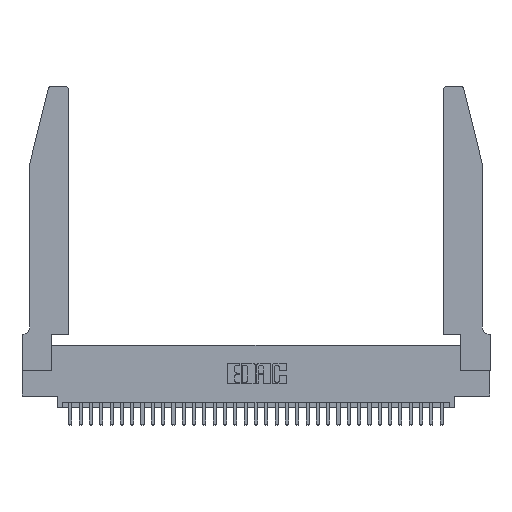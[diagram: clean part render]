
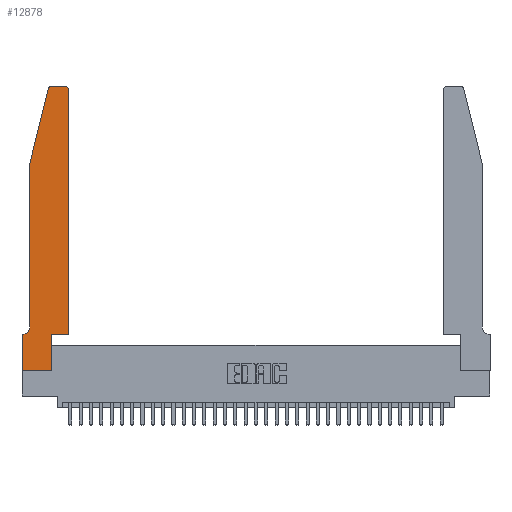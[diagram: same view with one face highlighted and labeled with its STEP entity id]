
A CAD part, top view. The second image highlights one B-rep face of the part: STEP entity #12878.
In plain terms, the highlighted planar face has unit normal (0, 0, 1).
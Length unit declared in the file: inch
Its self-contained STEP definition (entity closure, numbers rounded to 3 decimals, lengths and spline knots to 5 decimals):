
#519 = DIRECTION ( 'NONE',  ( 1., 0., 0. ) ) ;
#549 = VERTEX_POINT ( 'NONE', #5994 ) ;
#1399 = ORIENTED_EDGE ( 'NONE', *, *, #34164, .T. ) ;
#1591 = VECTOR ( 'NONE', #19783, 39.37008 ) ;
#1622 = DIRECTION ( 'NONE',  ( 0., -1., 0. ) ) ;
#1915 = DIRECTION ( 'NONE',  ( 1., 0., 0. ) ) ;
#2450 = CARTESIAN_POINT ( 'NONE',  ( 0.4205, 2.72, 0.37 ) ) ;
#2560 = CARTESIAN_POINT ( 'NONE',  ( 0.2865, 0.35, 0.37 ) ) ;
#2609 = VERTEX_POINT ( 'NONE', #6900 ) ;
#2993 = DIRECTION ( 'NONE',  ( 1., 0., 0. ) ) ;
#3012 = VERTEX_POINT ( 'NONE', #21730 ) ;
#3714 = DIRECTION ( 'NONE',  ( 0., 1., 0. ) ) ;
#3913 = VECTOR ( 'NONE', #10889, 39.37008 ) ;
#3959 = CARTESIAN_POINT ( 'NONE',  ( 0.4505, 0.35, 0.37 ) ) ;
#4015 = CARTESIAN_POINT ( 'NONE',  ( 0.0055, 0.42, 0.37 ) ) ;
#4355 = VECTOR ( 'NONE', #3714, 39.37008 ) ;
#4711 = CARTESIAN_POINT ( 'NONE',  ( 0., 0.35, 0.37 ) ) ;
#5155 = DIRECTION ( 'NONE',  ( 1., 0., 0. ) ) ;
#5283 = CARTESIAN_POINT ( 'NONE',  ( 0.2865, 0., 0.37 ) ) ;
#5979 = CARTESIAN_POINT ( 'NONE',  ( 0.2865, 0.35, 0.37 ) ) ;
#5985 = CIRCLE ( 'NONE', #6928, 0.03 ) ;
#5994 = CARTESIAN_POINT ( 'NONE',  ( 0.4505, 0.35, 0.37 ) ) ;
#6099 = CARTESIAN_POINT ( 'NONE',  ( 0., 0., 0.37 ) ) ;
#6178 = CIRCLE ( 'NONE', #13889, 0.03 ) ;
#6325 = EDGE_CURVE ( 'NONE', #2609, #27630, #8294, .T. ) ;
#6652 = LINE ( 'NONE', #22881, #1591 ) ;
#6900 = CARTESIAN_POINT ( 'NONE',  ( 0.0755, 0.42, 0.37 ) ) ;
#6928 = AXIS2_PLACEMENT_3D ( 'NONE', #18358, #13608, #2993 ) ;
#7303 = VERTEX_POINT ( 'NONE', #9048 ) ;
#7455 = AXIS2_PLACEMENT_3D ( 'NONE', #4015, #30549, #30921 ) ;
#7510 = VERTEX_POINT ( 'NONE', #21728 ) ;
#8105 = VERTEX_POINT ( 'NONE', #5979 ) ;
#8294 = CIRCLE ( 'NONE', #7455, 0.07 ) ;
#8665 = VECTOR ( 'NONE', #10541, 39.37008 ) ;
#9048 = CARTESIAN_POINT ( 'NONE',  ( 0.4205, 2.75, 0.37 ) ) ;
#9073 = AXIS2_PLACEMENT_3D ( 'NONE', #4711, #26085, #1915 ) ;
#9423 = PLANE ( 'NONE',  #9073 ) ;
#10121 = ORIENTED_EDGE ( 'NONE', *, *, #11171, .T. ) ;
#10214 = CARTESIAN_POINT ( 'NONE',  ( 0.4505, 2.72, 0.37 ) ) ;
#10319 = DIRECTION ( 'NONE',  ( 0., 0., 1. ) ) ;
#10541 = DIRECTION ( 'NONE',  ( 0., 1., 0. ) ) ;
#10889 = DIRECTION ( 'NONE',  ( -1., 0., 0. ) ) ;
#11026 = LINE ( 'NONE', #23967, #3913 ) ;
#11171 = EDGE_CURVE ( 'NONE', #27630, #26297, #27631, .T. ) ;
#11348 = EDGE_CURVE ( 'NONE', #3012, #2609, #6652, .T. ) ;
#11425 = ORIENTED_EDGE ( 'NONE', *, *, #31077, .T. ) ;
#11939 = VERTEX_POINT ( 'NONE', #13996 ) ;
#12310 = CARTESIAN_POINT ( 'NONE',  ( 0.284, 2.75, 0.37 ) ) ;
#12878 = ADVANCED_FACE ( 'NONE', ( #33385 ), #9423, .T. ) ;
#13302 = VECTOR ( 'NONE', #1622, 39.37008 ) ;
#13608 = DIRECTION ( 'NONE',  ( 0., 0., 1. ) ) ;
#13889 = AXIS2_PLACEMENT_3D ( 'NONE', #2450, #10319, #5155 ) ;
#13996 = CARTESIAN_POINT ( 'NONE',  ( 0.25487, 2.72718, 0.37 ) ) ;
#14202 = EDGE_CURVE ( 'NONE', #18084, #11939, #5985, .T. ) ;
#15221 = LINE ( 'NONE', #3959, #4355 ) ;
#15224 = ORIENTED_EDGE ( 'NONE', *, *, #16699, .T. ) ;
#16545 = CARTESIAN_POINT ( 'NONE',  ( 0.4505, 0.35, 0.37 ) ) ;
#16699 = EDGE_CURVE ( 'NONE', #7510, #21799, #29311, .T. ) ;
#17017 = EDGE_CURVE ( 'NONE', #8105, #549, #31839, .T. ) ;
#17353 = DIRECTION ( 'NONE',  ( -1., 0., 0. ) ) ;
#17793 = CARTESIAN_POINT ( 'NONE',  ( 0., 0., 0.37 ) ) ;
#18084 = VERTEX_POINT ( 'NONE', #12310 ) ;
#18237 = ORIENTED_EDGE ( 'NONE', *, *, #17017, .T. ) ;
#18358 = CARTESIAN_POINT ( 'NONE',  ( 0.284, 2.72, 0.37 ) ) ;
#19349 = VECTOR ( 'NONE', #32505, 39.37008 ) ;
#19783 = DIRECTION ( 'NONE',  ( 0., -1., 0. ) ) ;
#19873 = EDGE_LOOP ( 'NONE', ( #27945, #27589, #25459, #20231, #20259, #10121, #25618, #15224, #1399, #18237, #11425, #34436 ) ) ;
#20231 = ORIENTED_EDGE ( 'NONE', *, *, #11348, .T. ) ;
#20259 = ORIENTED_EDGE ( 'NONE', *, *, #6325, .T. ) ;
#20499 = VECTOR ( 'NONE', #17353, 39.37008 ) ;
#20529 = CARTESIAN_POINT ( 'NONE',  ( 0.0755, 0.35, 0.37 ) ) ;
#20725 = EDGE_CURVE ( 'NONE', #26297, #7510, #23429, .T. ) ;
#21728 = CARTESIAN_POINT ( 'NONE',  ( 0., 0., 0.37 ) ) ;
#21730 = CARTESIAN_POINT ( 'NONE',  ( 0.0755, 2., 0.37 ) ) ;
#21799 = VERTEX_POINT ( 'NONE', #5283 ) ;
#22546 = VECTOR ( 'NONE', #30263, 39.37008 ) ;
#22881 = CARTESIAN_POINT ( 'NONE',  ( 0.0755, 2., 0.37 ) ) ;
#23278 = VERTEX_POINT ( 'NONE', #10214 ) ;
#23429 = LINE ( 'NONE', #17793, #13302 ) ;
#23825 = LINE ( 'NONE', #2560, #8665 ) ;
#23967 = CARTESIAN_POINT ( 'NONE',  ( 0.2605, 2.75, 0.37 ) ) ;
#24188 = EDGE_CURVE ( 'NONE', #11939, #3012, #34510, .T. ) ;
#24346 = CARTESIAN_POINT ( 'NONE',  ( 0.0755, 2., 0.37 ) ) ;
#24657 = VECTOR ( 'NONE', #519, 39.37008 ) ;
#25459 = ORIENTED_EDGE ( 'NONE', *, *, #24188, .T. ) ;
#25618 = ORIENTED_EDGE ( 'NONE', *, *, #20725, .T. ) ;
#26085 = DIRECTION ( 'NONE',  ( 0., 0., 1. ) ) ;
#26297 = VERTEX_POINT ( 'NONE', #33429 ) ;
#27589 = ORIENTED_EDGE ( 'NONE', *, *, #14202, .T. ) ;
#27630 = VERTEX_POINT ( 'NONE', #33704 ) ;
#27631 = LINE ( 'NONE', #20529, #20499 ) ;
#27945 = ORIENTED_EDGE ( 'NONE', *, *, #30794, .T. ) ;
#29311 = LINE ( 'NONE', #6099, #22546 ) ;
#30263 = DIRECTION ( 'NONE',  ( 1., 0., 0. ) ) ;
#30549 = DIRECTION ( 'NONE',  ( 0., 0., -1. ) ) ;
#30794 = EDGE_CURVE ( 'NONE', #7303, #18084, #11026, .T. ) ;
#30921 = DIRECTION ( 'NONE',  ( -1., 0., 0. ) ) ;
#31077 = EDGE_CURVE ( 'NONE', #549, #23278, #15221, .T. ) ;
#31839 = LINE ( 'NONE', #16545, #24657 ) ;
#32505 = DIRECTION ( 'NONE',  ( -0.239, -0.971, 0. ) ) ;
#33385 = FACE_OUTER_BOUND ( 'NONE', #19873, .T. ) ;
#33429 = CARTESIAN_POINT ( 'NONE',  ( 0., 0.35, 0.37 ) ) ;
#33704 = CARTESIAN_POINT ( 'NONE',  ( 0.0055, 0.35, 0.37 ) ) ;
#34056 = EDGE_CURVE ( 'NONE', #23278, #7303, #6178, .T. ) ;
#34164 = EDGE_CURVE ( 'NONE', #21799, #8105, #23825, .T. ) ;
#34436 = ORIENTED_EDGE ( 'NONE', *, *, #34056, .T. ) ;
#34510 = LINE ( 'NONE', #24346, #19349 ) ;
